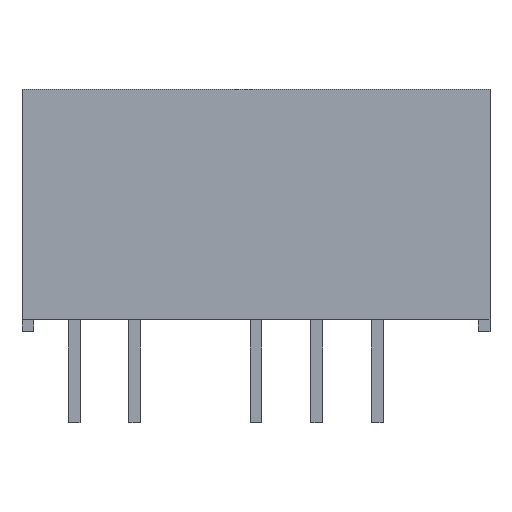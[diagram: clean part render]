
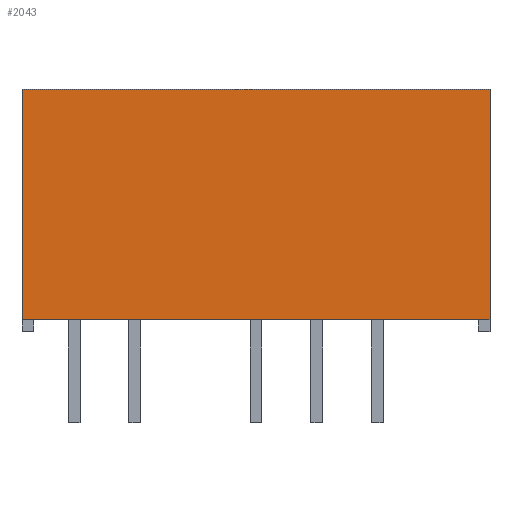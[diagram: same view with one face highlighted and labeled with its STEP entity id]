
A CAD part, top view. The second image highlights one B-rep face of the part: STEP entity #2043.
In plain terms, the highlighted planar face has unit normal (0, 0, 1).
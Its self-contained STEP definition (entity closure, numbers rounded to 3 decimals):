
#1752 = PLANE('',#1753);
#1753 = AXIS2_PLACEMENT_3D('',#1754,#1755,#1756);
#1754 = CARTESIAN_POINT('',(10.16,9.64,5.08));
#1755 = DIRECTION('',(0.,-1.,0.));
#1756 = DIRECTION('',(1.,0.,0.));
#1777 = VERTEX_POINT('',#1778);
#1778 = CARTESIAN_POINT('',(19.96,9.64,8.63));
#1792 = PLANE('',#1793);
#1793 = AXIS2_PLACEMENT_3D('',#1794,#1795,#1796);
#1794 = CARTESIAN_POINT('',(19.96,0.,1.53));
#1795 = DIRECTION('',(1.,0.,0.));
#1796 = DIRECTION('',(0.,0.,1.));
#1804 = EDGE_CURVE('',#1777,#1805,#1807,.T.);
#1805 = VERTEX_POINT('',#1806);
#1806 = CARTESIAN_POINT('',(0.36,9.64,8.63));
#1807 = SURFACE_CURVE('',#1808,(#1812,#1819),.PCURVE_S1.);
#1808 = LINE('',#1809,#1810);
#1809 = CARTESIAN_POINT('',(19.96,9.64,8.63));
#1810 = VECTOR('',#1811,1.);
#1811 = DIRECTION('',(-1.,0.,0.));
#1812 = PCURVE('',#1752,#1813);
#1813 = DEFINITIONAL_REPRESENTATION('',(#1814),#1818);
#1814 = LINE('',#1815,#1816);
#1815 = CARTESIAN_POINT('',(9.8,3.55));
#1816 = VECTOR('',#1817,1.);
#1817 = DIRECTION('',(-1.,0.));
#1818 = ( GEOMETRIC_REPRESENTATION_CONTEXT(2) 
PARAMETRIC_REPRESENTATION_CONTEXT() REPRESENTATION_CONTEXT('2D SPACE',''
  ) );
#1819 = PCURVE('',#1820,#1825);
#1820 = PLANE('',#1821);
#1821 = AXIS2_PLACEMENT_3D('',#1822,#1823,#1824);
#1822 = CARTESIAN_POINT('',(19.96,0.,8.63));
#1823 = DIRECTION('',(0.,0.,1.));
#1824 = DIRECTION('',(-1.,0.,0.));
#1825 = DEFINITIONAL_REPRESENTATION('',(#1826),#1830);
#1826 = LINE('',#1827,#1828);
#1827 = CARTESIAN_POINT('',(0.,-9.64));
#1828 = VECTOR('',#1829,1.);
#1829 = DIRECTION('',(1.,0.));
#1830 = ( GEOMETRIC_REPRESENTATION_CONTEXT(2) 
PARAMETRIC_REPRESENTATION_CONTEXT() REPRESENTATION_CONTEXT('2D SPACE',''
  ) );
#1846 = PLANE('',#1847);
#1847 = AXIS2_PLACEMENT_3D('',#1848,#1849,#1850);
#1848 = CARTESIAN_POINT('',(0.36,0.,8.63));
#1849 = DIRECTION('',(-1.,0.,0.));
#1850 = DIRECTION('',(0.,0.,-1.));
#1952 = PLANE('',#1953);
#1953 = AXIS2_PLACEMENT_3D('',#1954,#1955,#1956);
#1954 = CARTESIAN_POINT('',(10.16,0.,5.08));
#1955 = DIRECTION('',(0.,-1.,0.));
#1956 = DIRECTION('',(1.,0.,0.));
#1995 = EDGE_CURVE('',#1996,#1777,#1998,.T.);
#1996 = VERTEX_POINT('',#1997);
#1997 = CARTESIAN_POINT('',(19.96,0.,8.63));
#1998 = SURFACE_CURVE('',#1999,(#2003,#2010),.PCURVE_S1.);
#1999 = LINE('',#2000,#2001);
#2000 = CARTESIAN_POINT('',(19.96,0.,8.63));
#2001 = VECTOR('',#2002,1.);
#2002 = DIRECTION('',(0.,1.,0.));
#2003 = PCURVE('',#1792,#2004);
#2004 = DEFINITIONAL_REPRESENTATION('',(#2005),#2009);
#2005 = LINE('',#2006,#2007);
#2006 = CARTESIAN_POINT('',(7.1,0.));
#2007 = VECTOR('',#2008,1.);
#2008 = DIRECTION('',(0.,-1.));
#2009 = ( GEOMETRIC_REPRESENTATION_CONTEXT(2) 
PARAMETRIC_REPRESENTATION_CONTEXT() REPRESENTATION_CONTEXT('2D SPACE',''
  ) );
#2010 = PCURVE('',#1820,#2011);
#2011 = DEFINITIONAL_REPRESENTATION('',(#2012),#2016);
#2012 = LINE('',#2013,#2014);
#2013 = CARTESIAN_POINT('',(0.,0.));
#2014 = VECTOR('',#2015,1.);
#2015 = DIRECTION('',(0.,-1.));
#2016 = ( GEOMETRIC_REPRESENTATION_CONTEXT(2) 
PARAMETRIC_REPRESENTATION_CONTEXT() REPRESENTATION_CONTEXT('2D SPACE',''
  ) );
#2043 = ADVANCED_FACE('',(#2044),#1820,.T.);
#2044 = FACE_BOUND('',#2045,.T.);
#2045 = EDGE_LOOP('',(#2046,#2047,#2048,#2071,#2099,#2122));
#2046 = ORIENTED_EDGE('',*,*,#1995,.T.);
#2047 = ORIENTED_EDGE('',*,*,#1804,.T.);
#2048 = ORIENTED_EDGE('',*,*,#2049,.F.);
#2049 = EDGE_CURVE('',#2050,#1805,#2052,.T.);
#2050 = VERTEX_POINT('',#2051);
#2051 = CARTESIAN_POINT('',(0.36,0.,8.63));
#2052 = SURFACE_CURVE('',#2053,(#2057,#2064),.PCURVE_S1.);
#2053 = LINE('',#2054,#2055);
#2054 = CARTESIAN_POINT('',(0.36,0.,8.63));
#2055 = VECTOR('',#2056,1.);
#2056 = DIRECTION('',(0.,1.,0.));
#2057 = PCURVE('',#1820,#2058);
#2058 = DEFINITIONAL_REPRESENTATION('',(#2059),#2063);
#2059 = LINE('',#2060,#2061);
#2060 = CARTESIAN_POINT('',(19.6,0.));
#2061 = VECTOR('',#2062,1.);
#2062 = DIRECTION('',(0.,-1.));
#2063 = ( GEOMETRIC_REPRESENTATION_CONTEXT(2) 
PARAMETRIC_REPRESENTATION_CONTEXT() REPRESENTATION_CONTEXT('2D SPACE',''
  ) );
#2064 = PCURVE('',#1846,#2065);
#2065 = DEFINITIONAL_REPRESENTATION('',(#2066),#2070);
#2066 = LINE('',#2067,#2068);
#2067 = CARTESIAN_POINT('',(0.,0.));
#2068 = VECTOR('',#2069,1.);
#2069 = DIRECTION('',(0.,-1.));
#2070 = ( GEOMETRIC_REPRESENTATION_CONTEXT(2) 
PARAMETRIC_REPRESENTATION_CONTEXT() REPRESENTATION_CONTEXT('2D SPACE',''
  ) );
#2071 = ORIENTED_EDGE('',*,*,#2072,.F.);
#2072 = EDGE_CURVE('',#2073,#2050,#2075,.T.);
#2073 = VERTEX_POINT('',#2074);
#2074 = CARTESIAN_POINT('',(0.86,0.,8.63));
#2075 = SURFACE_CURVE('',#2076,(#2080,#2087),.PCURVE_S1.);
#2076 = LINE('',#2077,#2078);
#2077 = CARTESIAN_POINT('',(19.96,0.,8.63));
#2078 = VECTOR('',#2079,1.);
#2079 = DIRECTION('',(-1.,0.,0.));
#2080 = PCURVE('',#1820,#2081);
#2081 = DEFINITIONAL_REPRESENTATION('',(#2082),#2086);
#2082 = LINE('',#2083,#2084);
#2083 = CARTESIAN_POINT('',(0.,0.));
#2084 = VECTOR('',#2085,1.);
#2085 = DIRECTION('',(1.,0.));
#2086 = ( GEOMETRIC_REPRESENTATION_CONTEXT(2) 
PARAMETRIC_REPRESENTATION_CONTEXT() REPRESENTATION_CONTEXT('2D SPACE',''
  ) );
#2087 = PCURVE('',#2088,#2093);
#2088 = PLANE('',#2089);
#2089 = AXIS2_PLACEMENT_3D('',#2090,#2091,#2092);
#2090 = CARTESIAN_POINT('',(0.86,0.,8.63));
#2091 = DIRECTION('',(0.,0.,-1.));
#2092 = DIRECTION('',(-1.,0.,0.));
#2093 = DEFINITIONAL_REPRESENTATION('',(#2094),#2098);
#2094 = LINE('',#2095,#2096);
#2095 = CARTESIAN_POINT('',(-19.1,0.));
#2096 = VECTOR('',#2097,1.);
#2097 = DIRECTION('',(1.,0.));
#2098 = ( GEOMETRIC_REPRESENTATION_CONTEXT(2) 
PARAMETRIC_REPRESENTATION_CONTEXT() REPRESENTATION_CONTEXT('2D SPACE',''
  ) );
#2099 = ORIENTED_EDGE('',*,*,#2100,.F.);
#2100 = EDGE_CURVE('',#2101,#2073,#2103,.T.);
#2101 = VERTEX_POINT('',#2102);
#2102 = CARTESIAN_POINT('',(19.46,0.,8.63));
#2103 = SURFACE_CURVE('',#2104,(#2108,#2115),.PCURVE_S1.);
#2104 = LINE('',#2105,#2106);
#2105 = CARTESIAN_POINT('',(19.96,0.,8.63));
#2106 = VECTOR('',#2107,1.);
#2107 = DIRECTION('',(-1.,0.,0.));
#2108 = PCURVE('',#1820,#2109);
#2109 = DEFINITIONAL_REPRESENTATION('',(#2110),#2114);
#2110 = LINE('',#2111,#2112);
#2111 = CARTESIAN_POINT('',(0.,0.));
#2112 = VECTOR('',#2113,1.);
#2113 = DIRECTION('',(1.,0.));
#2114 = ( GEOMETRIC_REPRESENTATION_CONTEXT(2) 
PARAMETRIC_REPRESENTATION_CONTEXT() REPRESENTATION_CONTEXT('2D SPACE',''
  ) );
#2115 = PCURVE('',#1952,#2116);
#2116 = DEFINITIONAL_REPRESENTATION('',(#2117),#2121);
#2117 = LINE('',#2118,#2119);
#2118 = CARTESIAN_POINT('',(9.8,3.55));
#2119 = VECTOR('',#2120,1.);
#2120 = DIRECTION('',(-1.,0.));
#2121 = ( GEOMETRIC_REPRESENTATION_CONTEXT(2) 
PARAMETRIC_REPRESENTATION_CONTEXT() REPRESENTATION_CONTEXT('2D SPACE',''
  ) );
#2122 = ORIENTED_EDGE('',*,*,#2123,.F.);
#2123 = EDGE_CURVE('',#1996,#2101,#2124,.T.);
#2124 = SURFACE_CURVE('',#2125,(#2129,#2136),.PCURVE_S1.);
#2125 = LINE('',#2126,#2127);
#2126 = CARTESIAN_POINT('',(19.96,0.,8.63));
#2127 = VECTOR('',#2128,1.);
#2128 = DIRECTION('',(-1.,0.,0.));
#2129 = PCURVE('',#1820,#2130);
#2130 = DEFINITIONAL_REPRESENTATION('',(#2131),#2135);
#2131 = LINE('',#2132,#2133);
#2132 = CARTESIAN_POINT('',(0.,0.));
#2133 = VECTOR('',#2134,1.);
#2134 = DIRECTION('',(1.,0.));
#2135 = ( GEOMETRIC_REPRESENTATION_CONTEXT(2) 
PARAMETRIC_REPRESENTATION_CONTEXT() REPRESENTATION_CONTEXT('2D SPACE',''
  ) );
#2136 = PCURVE('',#2137,#2142);
#2137 = PLANE('',#2138);
#2138 = AXIS2_PLACEMENT_3D('',#2139,#2140,#2141);
#2139 = CARTESIAN_POINT('',(19.96,0.,8.63));
#2140 = DIRECTION('',(0.,0.,-1.));
#2141 = DIRECTION('',(-1.,0.,0.));
#2142 = DEFINITIONAL_REPRESENTATION('',(#2143),#2147);
#2143 = LINE('',#2144,#2145);
#2144 = CARTESIAN_POINT('',(0.,0.));
#2145 = VECTOR('',#2146,1.);
#2146 = DIRECTION('',(1.,0.));
#2147 = ( GEOMETRIC_REPRESENTATION_CONTEXT(2) 
PARAMETRIC_REPRESENTATION_CONTEXT() REPRESENTATION_CONTEXT('2D SPACE',''
  ) );
